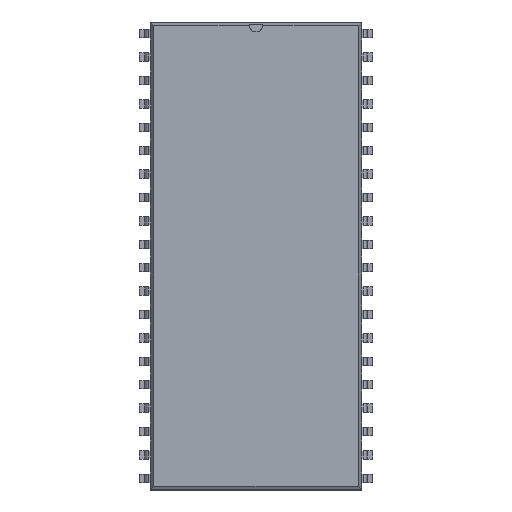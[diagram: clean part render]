
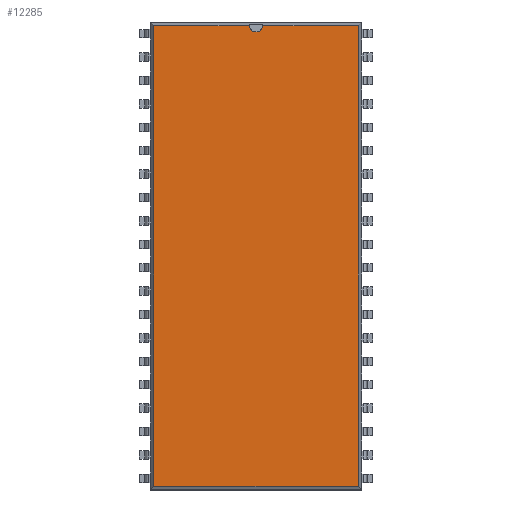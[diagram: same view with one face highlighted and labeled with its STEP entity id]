
A CAD part, top view. The second image highlights one B-rep face of the part: STEP entity #12285.
In plain terms, the highlighted planar face has unit normal (0, 0, 1).
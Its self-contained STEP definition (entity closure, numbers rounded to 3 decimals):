
#26=VECTOR('',#27,1.);
#27=DIRECTION('',(0.,1.,0.));
#33=VECTOR('',#34,1.);
#34=DIRECTION('',(-1.,0.,0.));
#40=VECTOR('',#41,1.);
#41=DIRECTION('',(0.,-1.,0.));
#45=VECTOR('',#46,1.);
#46=DIRECTION('',(1.,0.,0.));
#49=DIRECTION('',(0.,0.,-1.));
#2172=DIRECTION('',(0.,0.,-1.));
#8225=VERTEX_POINT('',#8226);
#8226=CARTESIAN_POINT('',(11.101,25.001,3.68));
#8228=ORIENTED_EDGE('',*,*,#8229,.F.);
#8229=EDGE_CURVE('',#8230,#8225,#8232,.T.);
#8230=VERTEX_POINT('',#8231);
#8231=CARTESIAN_POINT('',(11.101,-25.001,3.68));
#8232=LINE('',#8231,#26);
#10202=VERTEX_POINT('',#10203);
#10203=CARTESIAN_POINT('',(-11.101,25.001,3.68));
#10205=ORIENTED_EDGE('',*,*,#10206,.F.);
#10206=EDGE_CURVE('',#10207,#10202,#10209,.T.);
#10207=VERTEX_POINT('',#10208);
#10208=CARTESIAN_POINT('',(-0.746,25.001,3.68));
#10209=LINE('',#8226,#33);
#10231=VERTEX_POINT('',#10232);
#10232=CARTESIAN_POINT('',(0.746,25.001,3.68));
#10241=ORIENTED_EDGE('',*,*,#10242,.F.);
#10242=EDGE_CURVE('',#8225,#10231,#10209,.T.);
#10310=VERTEX_POINT('',#10311);
#10311=CARTESIAN_POINT('',(-11.101,-25.001,3.68));
#10313=ORIENTED_EDGE('',*,*,#10314,.F.);
#10314=EDGE_CURVE('',#10202,#10310,#10315,.T.);
#10315=LINE('',#10203,#40);
#12280=ORIENTED_EDGE('',*,*,#12281,.F.);
#12281=EDGE_CURVE('',#10310,#8230,#12282,.T.);
#12282=LINE('',#10311,#45);
#12285=ADVANCED_FACE('',(#12286),#12297,.F.);
#12286=FACE_BOUND('',#12287,.F.);
#12287=EDGE_LOOP('',(#8228,#12280,#10313,#10205,#12288,#12295,#10241));
#12288=ORIENTED_EDGE('',*,*,#12289,.F.);
#12289=EDGE_CURVE('',#12290,#10207,#12292,.T.);
#12290=VERTEX_POINT('',#12291);
#12291=CARTESIAN_POINT('',(0.,24.326,3.68));
#12292=CIRCLE('',#12293,0.75);
#12293=AXIS2_PLACEMENT_3D('',#12294,#2172,#41);
#12294=CARTESIAN_POINT('',(0.,25.076,3.68));
#12295=ORIENTED_EDGE('',*,*,#12296,.F.);
#12296=EDGE_CURVE('',#10231,#12290,#12292,.T.);
#12297=PLANE('',#12298);
#12298=AXIS2_PLACEMENT_3D('',#8231,#49,#12299);
#12299=DIRECTION('',(-0.406,0.914,0.));
